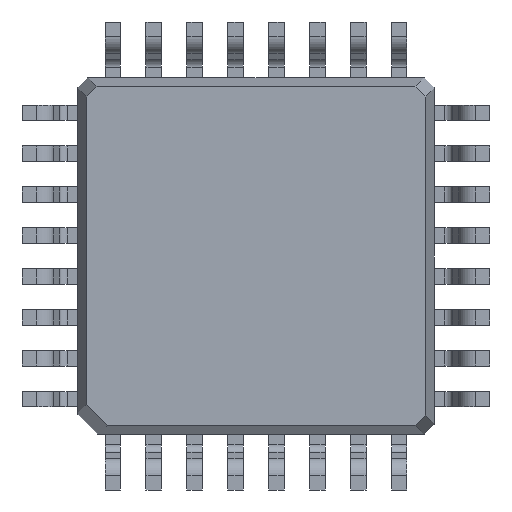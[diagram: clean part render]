
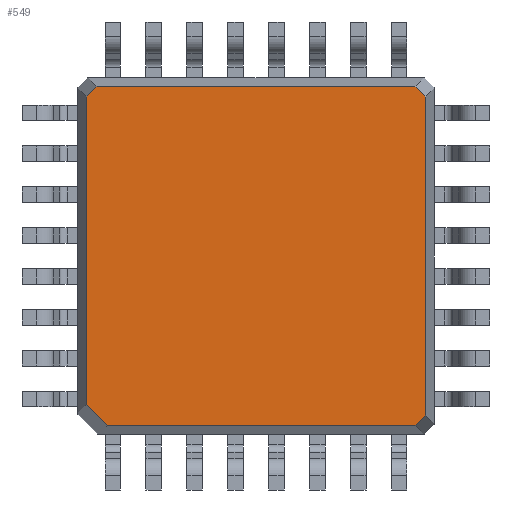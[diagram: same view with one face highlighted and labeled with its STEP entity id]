
A CAD part, front view. The second image highlights one B-rep face of the part: STEP entity #549.
In plain terms, the highlighted planar face has unit normal (0, -1, 0).
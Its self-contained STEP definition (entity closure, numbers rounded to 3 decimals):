
#145 = ORIENTED_EDGE ( 'NONE', *, *, #354, .T. ) ;
#191 = CARTESIAN_POINT ( 'NONE',  ( 3.106, -0.7, 3.312 ) ) ;
#354 = EDGE_CURVE ( 'NONE', #904, #2388, #584, .T. ) ;
#364 = CARTESIAN_POINT ( 'NONE',  ( 0., -0.7, 0. ) ) ;
#373 = AXIS2_PLACEMENT_3D ( 'NONE', #364, #990, #1205 ) ;
#407 = VERTEX_POINT ( 'NONE', #527 ) ;
#436 = ORIENTED_EDGE ( 'NONE', *, *, #715, .T. ) ;
#462 = CARTESIAN_POINT ( 'NONE',  ( -3.312, -0.7, 0. ) ) ;
#518 = EDGE_CURVE ( 'NONE', #2660, #1704, #2405, .T. ) ;
#527 = CARTESIAN_POINT ( 'NONE',  ( -2.899, -0.7, -3.312 ) ) ;
#549 = ADVANCED_FACE ( 'NONE', ( #653 ), #1796, .T. ) ;
#583 = CARTESIAN_POINT ( 'NONE',  ( 3.312, -0.7, -3.106 ) ) ;
#584 = LINE ( 'NONE', #958, #2176 ) ;
#646 = CARTESIAN_POINT ( 'NONE',  ( 3.312, -0.7, 3.106 ) ) ;
#653 = FACE_OUTER_BOUND ( 'NONE', #2255, .T. ) ;
#660 = EDGE_CURVE ( 'NONE', #802, #407, #2002, .T. ) ;
#695 = CARTESIAN_POINT ( 'NONE',  ( -3.106, -0.7, 3.312 ) ) ;
#715 = EDGE_CURVE ( 'NONE', #2388, #2529, #1871, .T. ) ;
#747 = DIRECTION ( 'NONE',  ( -1., 0., 0. ) ) ;
#766 = EDGE_CURVE ( 'NONE', #1343, #802, #1483, .T. ) ;
#780 = LINE ( 'NONE', #695, #2367 ) ;
#802 = VERTEX_POINT ( 'NONE', #848 ) ;
#815 = ORIENTED_EDGE ( 'NONE', *, *, #2242, .T. ) ;
#848 = CARTESIAN_POINT ( 'NONE',  ( -3.312, -0.7, -2.899 ) ) ;
#896 = VECTOR ( 'NONE', #1231, 1000. ) ;
#904 = VERTEX_POINT ( 'NONE', #646 ) ;
#909 = CARTESIAN_POINT ( 'NONE',  ( 0., -0.7, -3.312 ) ) ;
#958 = CARTESIAN_POINT ( 'NONE',  ( 3.312, -0.7, 3.106 ) ) ;
#962 = CARTESIAN_POINT ( 'NONE',  ( 0., -0.7, 3.312 ) ) ;
#990 = DIRECTION ( 'NONE',  ( 0., -1., 0. ) ) ;
#1029 = ORIENTED_EDGE ( 'NONE', *, *, #766, .T. ) ;
#1205 = DIRECTION ( 'NONE',  ( 0., 0., -1. ) ) ;
#1231 = DIRECTION ( 'NONE',  ( 0., 0., 1. ) ) ;
#1243 = LINE ( 'NONE', #909, #2347 ) ;
#1321 = VECTOR ( 'NONE', #747, 1000. ) ;
#1343 = VERTEX_POINT ( 'NONE', #2532 ) ;
#1378 = DIRECTION ( 'NONE',  ( 0.707, 0., -0.707 ) ) ;
#1379 = EDGE_CURVE ( 'NONE', #407, #2660, #1243, .T. ) ;
#1398 = DIRECTION ( 'NONE',  ( -0.707, 0., 0.707 ) ) ;
#1483 = LINE ( 'NONE', #462, #1969 ) ;
#1576 = CARTESIAN_POINT ( 'NONE',  ( -3.312, -0.7, -2.899 ) ) ;
#1701 = CARTESIAN_POINT ( 'NONE',  ( -3.106, -0.7, 3.312 ) ) ;
#1704 = VERTEX_POINT ( 'NONE', #583 ) ;
#1714 = DIRECTION ( 'NONE',  ( 0., 0., -1. ) ) ;
#1796 = PLANE ( 'NONE',  #373 ) ;
#1853 = CARTESIAN_POINT ( 'NONE',  ( 3.106, -0.7, -3.312 ) ) ;
#1871 = LINE ( 'NONE', #962, #1321 ) ;
#1935 = ORIENTED_EDGE ( 'NONE', *, *, #660, .T. ) ;
#1969 = VECTOR ( 'NONE', #1714, 1000. ) ;
#2002 = LINE ( 'NONE', #1576, #2545 ) ;
#2067 = ORIENTED_EDGE ( 'NONE', *, *, #518, .T. ) ;
#2107 = DIRECTION ( 'NONE',  ( 0.707, 0., 0.707 ) ) ;
#2109 = ORIENTED_EDGE ( 'NONE', *, *, #1379, .T. ) ;
#2149 = VECTOR ( 'NONE', #2107, 1000. ) ;
#2152 = DIRECTION ( 'NONE',  ( -0.707, 0., -0.707 ) ) ;
#2176 = VECTOR ( 'NONE', #1398, 1000. ) ;
#2242 = EDGE_CURVE ( 'NONE', #1704, #904, #2540, .T. ) ;
#2255 = EDGE_LOOP ( 'NONE', ( #2067, #815, #145, #436, #2628, #1029, #1935, #2109 ) ) ;
#2257 = CARTESIAN_POINT ( 'NONE',  ( 3.312, -0.7, 0. ) ) ;
#2314 = CARTESIAN_POINT ( 'NONE',  ( 3.106, -0.7, -3.312 ) ) ;
#2347 = VECTOR ( 'NONE', #2358, 1000. ) ;
#2358 = DIRECTION ( 'NONE',  ( 1., 0., 0. ) ) ;
#2367 = VECTOR ( 'NONE', #2152, 1000. ) ;
#2388 = VERTEX_POINT ( 'NONE', #191 ) ;
#2405 = LINE ( 'NONE', #2314, #2149 ) ;
#2529 = VERTEX_POINT ( 'NONE', #1701 ) ;
#2532 = CARTESIAN_POINT ( 'NONE',  ( -3.312, -0.7, 3.106 ) ) ;
#2540 = LINE ( 'NONE', #2257, #896 ) ;
#2545 = VECTOR ( 'NONE', #1378, 1000. ) ;
#2621 = EDGE_CURVE ( 'NONE', #2529, #1343, #780, .T. ) ;
#2628 = ORIENTED_EDGE ( 'NONE', *, *, #2621, .T. ) ;
#2660 = VERTEX_POINT ( 'NONE', #1853 ) ;
